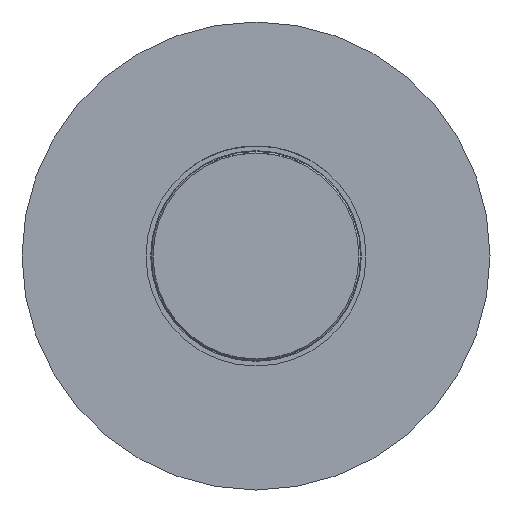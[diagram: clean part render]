
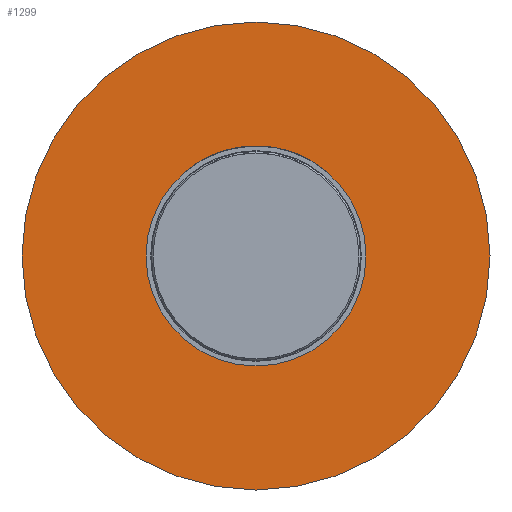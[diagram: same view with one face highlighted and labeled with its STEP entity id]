
A CAD part, front view. The second image highlights one B-rep face of the part: STEP entity #1299.
In plain terms, the highlighted planar face has unit normal (0, -1, 0).
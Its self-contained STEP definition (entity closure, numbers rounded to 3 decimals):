
#225 = DIRECTION ( 'NONE',  ( 0., 0., 1. ) ) ;
#227 = AXIS2_PLACEMENT_3D ( 'NONE', #585, #1613, #1268 ) ;
#297 = CIRCLE ( 'NONE', #227, 2. ) ;
#585 = CARTESIAN_POINT ( 'NONE',  ( 0., 38.1, 0. ) ) ;
#877 = DIRECTION ( 'NONE',  ( 0., 0., 1. ) ) ;
#898 = VERTEX_POINT ( 'NONE', #3089 ) ;
#972 = EDGE_LOOP ( 'NONE', ( #2317, #1853 ) ) ;
#1230 = DIRECTION ( 'NONE',  ( 0., 1., 0. ) ) ;
#1268 = DIRECTION ( 'NONE',  ( 0., 0., 1. ) ) ;
#1275 = FACE_OUTER_BOUND ( 'NONE', #3614, .T. ) ;
#1299 = ADVANCED_FACE ( 'Defeature ausgef�hrt1_25', ( #1275, #3454 ), #3353, .F. ) ;
#1333 = EDGE_CURVE ( 'Defeature ausgef�hrt1_25+Defeature ausgef�hrt1_32+Defeature ausgef�hrt1_32+Defeature ausgef�hrt1_32', #2941, #898, #2888, .T. ) ;
#1379 = VERTEX_POINT ( 'NONE', #2647 ) ;
#1570 = VERTEX_POINT ( 'NONE', #3068 ) ;
#1613 = DIRECTION ( 'NONE',  ( 0., 1., 0. ) ) ;
#1648 = ORIENTED_EDGE ( 'NONE', *, *, #3429, .F. ) ;
#1683 = DIRECTION ( 'NONE',  ( 0., 0., 1. ) ) ;
#1781 = CIRCLE ( 'NONE', #3704, 5. ) ;
#1853 = ORIENTED_EDGE ( 'NONE', *, *, #3389, .T. ) ;
#1896 = AXIS2_PLACEMENT_3D ( 'NONE', #3261, #3603, #225 ) ;
#1978 = DIRECTION ( 'NONE',  ( 0., 0., 1. ) ) ;
#2025 = CARTESIAN_POINT ( 'NONE',  ( 5., 38.1, 0. ) ) ;
#2317 = ORIENTED_EDGE ( 'NONE', *, *, #1333, .T. ) ;
#2379 = DIRECTION ( 'NONE',  ( 0., 1., 0. ) ) ;
#2562 = CIRCLE ( 'NONE', #1896, 5. ) ;
#2647 = CARTESIAN_POINT ( 'NONE',  ( 0., 38.1, 5. ) ) ;
#2888 = CIRCLE ( 'NONE', #3167, 2. ) ;
#2941 = VERTEX_POINT ( 'NONE', #4179 ) ;
#3068 = CARTESIAN_POINT ( 'NONE',  ( 0., 38.1, -5. ) ) ;
#3089 = CARTESIAN_POINT ( 'NONE',  ( 0., 38.1, -2. ) ) ;
#3167 = AXIS2_PLACEMENT_3D ( 'NONE', #4022, #3691, #1683 ) ;
#3261 = CARTESIAN_POINT ( 'NONE',  ( 0., 38.1, 0. ) ) ;
#3279 = EDGE_CURVE ( 'Defeature ausgef�hrt1_24+Defeature ausgef�hrt1_25+Defeature ausgef�hrt1_25+Defeature ausgef�hrt1_25', #1379, #1570, #1781, .T. ) ;
#3289 = ORIENTED_EDGE ( 'NONE', *, *, #3279, .F. ) ;
#3353 = PLANE ( 'NONE',  #3473 ) ;
#3389 = EDGE_CURVE ( 'Defeature ausgef�hrt1_25+Defeature ausgef�hrt1_32+Defeature ausgef�hrt1_32+Defeature ausgef�hrt1_32', #898, #2941, #297, .T. ) ;
#3429 = EDGE_CURVE ( 'Defeature ausgef�hrt1_24+Defeature ausgef�hrt1_25+Defeature ausgef�hrt1_25+Defeature ausgef�hrt1_25', #1570, #1379, #2562, .T. ) ;
#3454 = FACE_BOUND ( 'NONE', #972, .T. ) ;
#3473 = AXIS2_PLACEMENT_3D ( 'NONE', #2025, #2379, #1978 ) ;
#3539 = CARTESIAN_POINT ( 'NONE',  ( 0., 38.1, 0. ) ) ;
#3603 = DIRECTION ( 'NONE',  ( 0., 1., 0. ) ) ;
#3614 = EDGE_LOOP ( 'NONE', ( #3289, #1648 ) ) ;
#3691 = DIRECTION ( 'NONE',  ( 0., 1., 0. ) ) ;
#3704 = AXIS2_PLACEMENT_3D ( 'NONE', #3539, #1230, #877 ) ;
#4022 = CARTESIAN_POINT ( 'NONE',  ( 0., 38.1, 0. ) ) ;
#4179 = CARTESIAN_POINT ( 'NONE',  ( 0., 38.1, 2. ) ) ;
